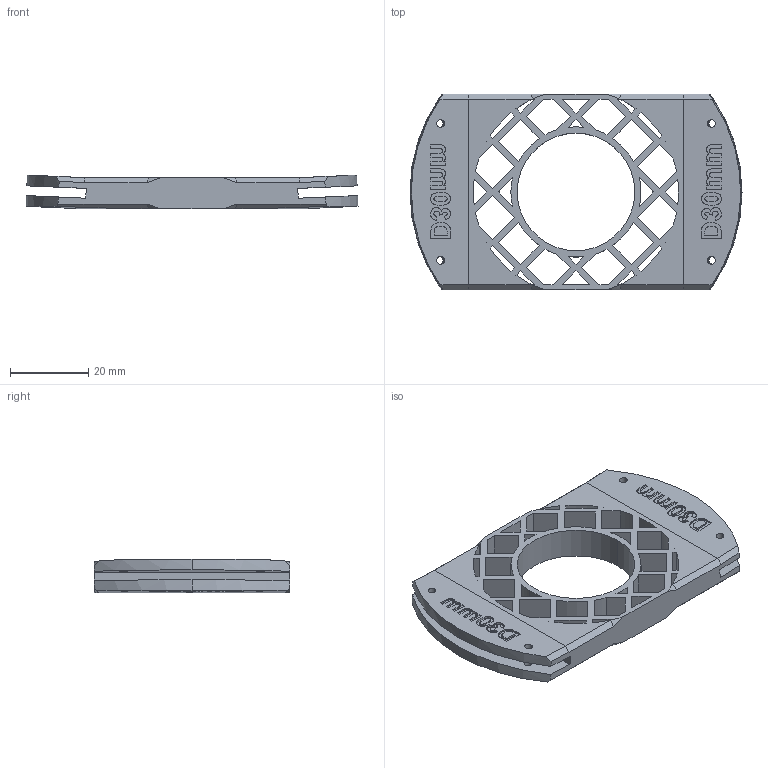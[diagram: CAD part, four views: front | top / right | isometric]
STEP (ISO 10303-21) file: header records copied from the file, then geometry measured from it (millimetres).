
FILE_DESCRIPTION (( 'STEP AP214' ), '1' );
FILE_NAME ('DmMc_center_plate.STEP', '2022-11-25T07:12:50', ( '' ), ( '' ), 'SwSTEP 2.0', 'SolidWorks 2022', '' );
FILE_SCHEMA (( 'AUTOMOTIVE_DESIGN' ));
Length unit declared in the file: millimetre
Products named in the file (1): DmMc_center_plate
Bounding box: 84.97 x 50 x 8.65 mm (x, y, z)
Volume: 15724.5 mm3; surface area: 14939.9 mm2
Topology: 1 solids, 1 shells, 571 faces, 1622 edges, 1072 vertices
Faces by surface type: plane 272, bspline 228, cylinder 50, cone 21
Entity records: 28687 total; most frequent: CARTESIAN_POINT 15455, ORIENTED_EDGE 3244, DIRECTION 1808, EDGE_CURVE 1622, VERTEX_POINT 1072, VECTOR 938, LINE 938, EDGE_LOOP 672
